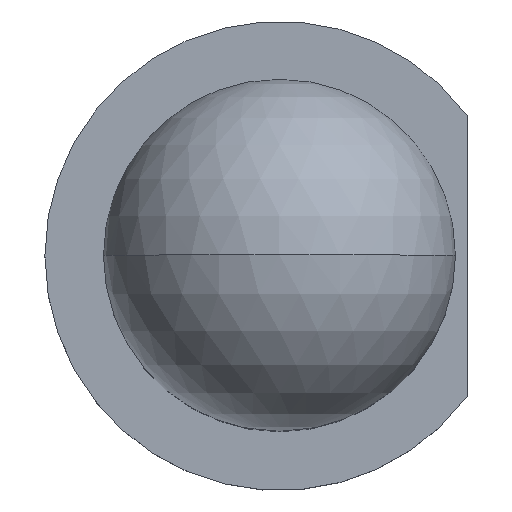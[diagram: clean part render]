
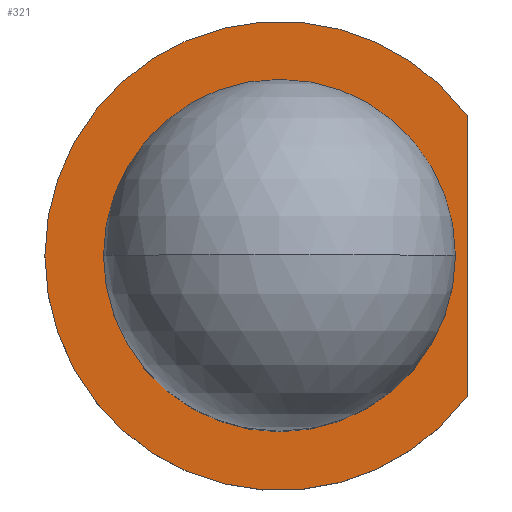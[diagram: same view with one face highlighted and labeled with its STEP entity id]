
A CAD part, top view. The second image highlights one B-rep face of the part: STEP entity #321.
In plain terms, the highlighted planar face has unit normal (0, 0, 1).
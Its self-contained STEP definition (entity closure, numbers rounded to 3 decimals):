
#12 = DIRECTION ( 'NONE',  ( 0., 0., 1. ) ) ;
#13 = ORIENTED_EDGE ( 'NONE', *, *, #208, .F. ) ;
#27 = CARTESIAN_POINT ( 'NONE',  ( 0., 0., 0.6 ) ) ;
#63 = CARTESIAN_POINT ( 'NONE',  ( 0., 0., 0.6 ) ) ;
#78 = DIRECTION ( 'NONE',  ( 1., 0., 0. ) ) ;
#87 = CARTESIAN_POINT ( 'NONE',  ( -1.5, 0., 0.6 ) ) ;
#111 = VERTEX_POINT ( 'NONE', #278 ) ;
#114 = VERTEX_POINT ( 'NONE', #324 ) ;
#127 = EDGE_CURVE ( 'NONE', #415, #531, #254, .T. ) ;
#131 = AXIS2_PLACEMENT_3D ( 'NONE', #185, #380, #528 ) ;
#135 = DIRECTION ( 'NONE',  ( 1., 0., 0. ) ) ;
#136 = CARTESIAN_POINT ( 'NONE',  ( 0., 0., 0.6 ) ) ;
#138 = DIRECTION ( 'NONE',  ( 0., 0., 1. ) ) ;
#139 = DIRECTION ( 'NONE',  ( 0., 0., 1. ) ) ;
#152 = EDGE_CURVE ( 'NONE', #111, #415, #502, .T. ) ;
#165 = DIRECTION ( 'NONE',  ( 1., 0., 0. ) ) ;
#185 = CARTESIAN_POINT ( 'NONE',  ( 0., 0., 0.6 ) ) ;
#189 = EDGE_LOOP ( 'NONE', ( #509, #437, #296 ) ) ;
#196 = AXIS2_PLACEMENT_3D ( 'NONE', #136, #138, #78 ) ;
#208 = EDGE_CURVE ( 'NONE', #114, #428, #368, .T. ) ;
#229 = FACE_BOUND ( 'NONE', #527, .T. ) ;
#254 = CIRCLE ( 'NONE', #524, 2. ) ;
#278 = CARTESIAN_POINT ( 'NONE',  ( 1.6, -1.2, 0.6 ) ) ;
#296 = ORIENTED_EDGE ( 'NONE', *, *, #152, .T. ) ;
#316 = CARTESIAN_POINT ( 'NONE',  ( -2., 0., 0.6 ) ) ;
#321 = ADVANCED_FACE ( 'NONE', ( #596, #229 ), #438, .T. ) ;
#324 = CARTESIAN_POINT ( 'NONE',  ( 1.5, 0., 0.6 ) ) ;
#364 = EDGE_CURVE ( 'NONE', #428, #114, #435, .T. ) ;
#368 = CIRCLE ( 'NONE', #529, 1.5 ) ;
#369 = CARTESIAN_POINT ( 'NONE',  ( 1.6, 1.2, 0.6 ) ) ;
#373 = DIRECTION ( 'NONE',  ( 0., 1., 0. ) ) ;
#380 = DIRECTION ( 'NONE',  ( 0., 0., 1. ) ) ;
#415 = VERTEX_POINT ( 'NONE', #431 ) ;
#427 = DIRECTION ( 'NONE',  ( 1., 0., 0. ) ) ;
#428 = VERTEX_POINT ( 'NONE', #87 ) ;
#431 = CARTESIAN_POINT ( 'NONE',  ( 1.6, 1.2, 0.6 ) ) ;
#432 = CIRCLE ( 'NONE', #131, 2. ) ;
#435 = CIRCLE ( 'NONE', #519, 1.5 ) ;
#437 = ORIENTED_EDGE ( 'NONE', *, *, #652, .T. ) ;
#438 = PLANE ( 'NONE',  #196 ) ;
#460 = CARTESIAN_POINT ( 'NONE',  ( 0., 0., 0.6 ) ) ;
#474 = ORIENTED_EDGE ( 'NONE', *, *, #364, .F. ) ;
#482 = VECTOR ( 'NONE', #373, 1000. ) ;
#502 = LINE ( 'NONE', #369, #482 ) ;
#509 = ORIENTED_EDGE ( 'NONE', *, *, #127, .T. ) ;
#519 = AXIS2_PLACEMENT_3D ( 'NONE', #27, #139, #135 ) ;
#524 = AXIS2_PLACEMENT_3D ( 'NONE', #460, #564, #165 ) ;
#527 = EDGE_LOOP ( 'NONE', ( #474, #13 ) ) ;
#528 = DIRECTION ( 'NONE',  ( 1., 0., 0. ) ) ;
#529 = AXIS2_PLACEMENT_3D ( 'NONE', #63, #12, #427 ) ;
#531 = VERTEX_POINT ( 'NONE', #316 ) ;
#564 = DIRECTION ( 'NONE',  ( 0., 0., 1. ) ) ;
#596 = FACE_OUTER_BOUND ( 'NONE', #189, .T. ) ;
#652 = EDGE_CURVE ( 'NONE', #531, #111, #432, .T. ) ;
